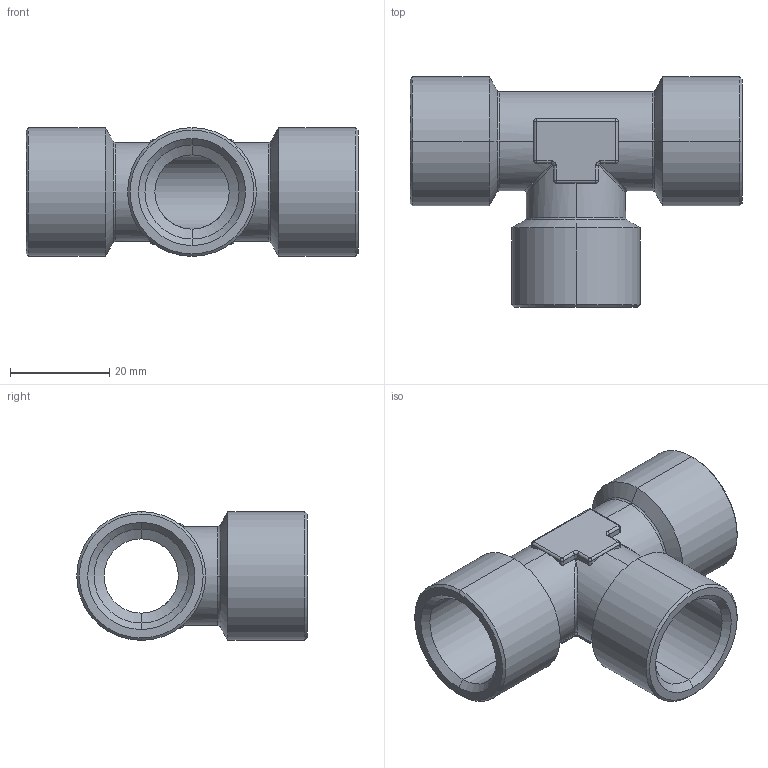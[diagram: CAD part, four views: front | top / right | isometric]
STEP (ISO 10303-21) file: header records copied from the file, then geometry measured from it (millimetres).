
FILE_DESCRIPTION (( 'STEP AP203' ), '1' );
FILE_NAME ('05130004.STEP', '2010-09-13T09:21:15', ( 'Flavio' ), ( '' ), 'SwSTEP 2.0', 'SolidWorks 2009', '' );
FILE_SCHEMA (( 'CONFIG_CONTROL_DESIGN' ));
Length unit declared in the file: millimetre
Products named in the file (1): 05130004
Bounding box: 67 x 46.5 x 26 mm (x, y, z)
Volume: 18345.9 mm3; surface area: 12532.9 mm2
Topology: 1 solids, 1 shells, 129 faces, 302 edges, 162 vertices
Faces by surface type: cylinder 54, plane 27, cone 24, sphere 12, torus 10, bspline 2
Entity records: 4011 total; most frequent: CARTESIAN_POINT 1056, DIRECTION 648, ORIENTED_EDGE 580, EDGE_CURVE 290, AXIS2_PLACEMENT_3D 260, VERTEX_POINT 162, EDGE_LOOP 132, CIRCLE 132
